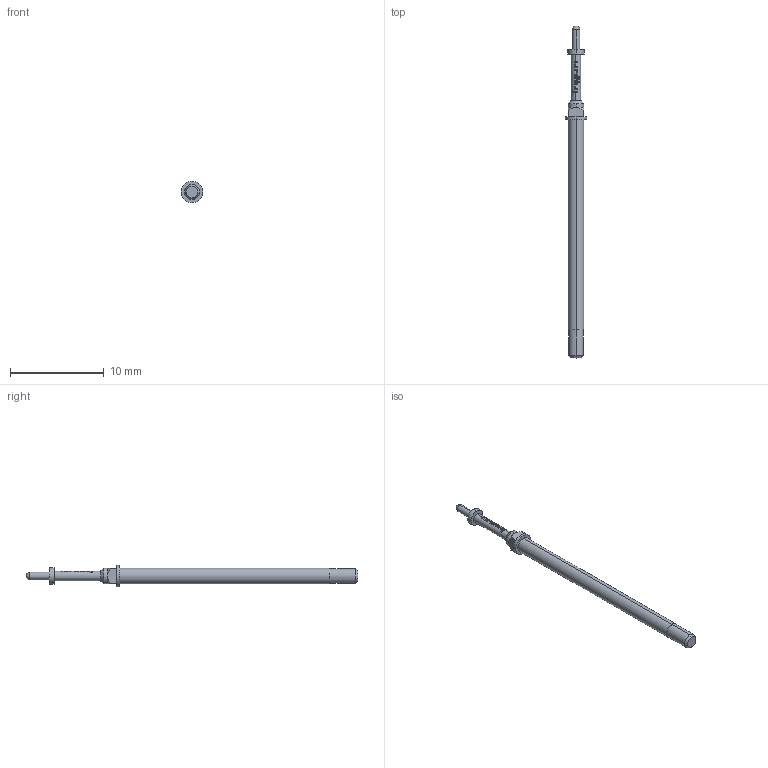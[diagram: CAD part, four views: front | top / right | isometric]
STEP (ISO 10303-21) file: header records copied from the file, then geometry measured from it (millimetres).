
FILE_DESCRIPTION (( 'STEP AP203' ), '1' );
FILE_NAME ('INGUN_T-112_305_080_250_180Axx02M.STEP', '2022-02-10T08:38:24', ( 'ochi' ), ( '' ), 'SwSTEP 2.0', 'SolidWorks 2018', '' );
FILE_SCHEMA (( 'CONFIG_CONTROL_DESIGN' ));
Length unit declared in the file: millimetre
Products named in the file (1): INGUN_T-112_305_080_250_180Axx02M
Bounding box: 2.3 x 35.5 x 2.3 mm (x, y, z)
Volume: 65.9 mm3; surface area: 178.7 mm2
Topology: 1 solids, 1 shells, 119 faces, 325 edges, 212 vertices
Faces by surface type: plane 51, cylinder 33, bspline 24, cone 10, sphere 1
Entity records: 4805 total; most frequent: CARTESIAN_POINT 2226, ORIENTED_EDGE 644, DIRECTION 326, EDGE_CURVE 322, B_SPLINE_CURVE_WITH_KNOTS 230, VERTEX_POINT 210, AXIS2_PLACEMENT_3D 138, EDGE_LOOP 124
